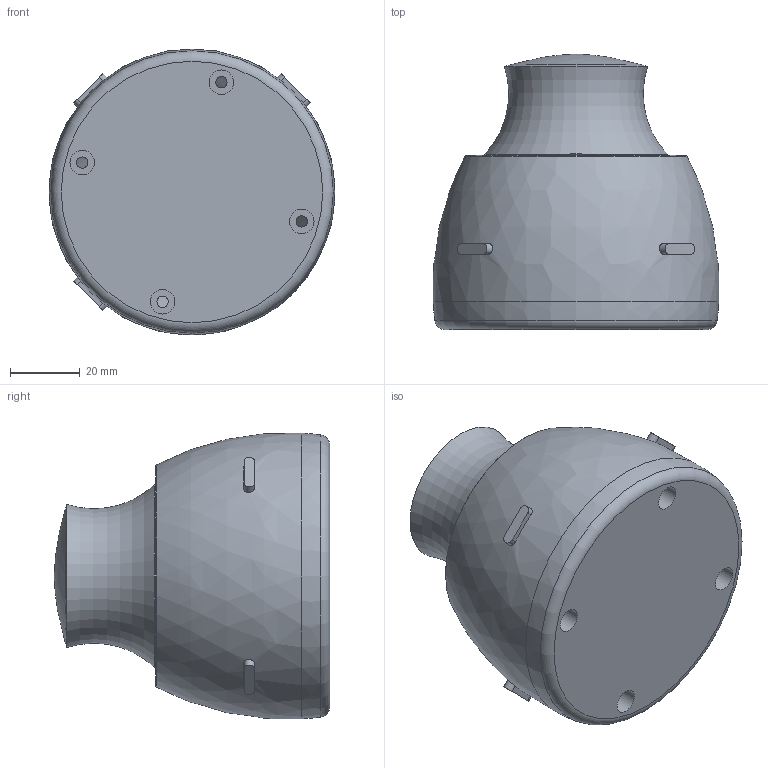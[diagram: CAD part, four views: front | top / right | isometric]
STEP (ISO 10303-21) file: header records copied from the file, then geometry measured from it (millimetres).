
FILE_DESCRIPTION(/* description */ (''),/* implementation_level */ '2;1');
FILE_NAME(/* name */ 'Hall Effect Spacemouse V2 v41.step',/* time_stamp */ '2024-07-12T11:18:05+01:00',/* author */ (''),/* organization */ (''),/* preprocessor_version */ 'ST-DEVELOPER v20',/* originating_system */ 'Autodesk Translation Framework v13.14.0.145',/* authorisation */ '');
FILE_SCHEMA (('AUTOMOTIVE_DESIGN { 1 0 10303 214 3 1 1 }'));
Length unit declared in the file: millimetre
Products named in the file (1): Hall Effect Spacemouse V2
Bounding box: 81.67 x 78.75 x 81.67 mm (x, y, z)
Volume: 80718.3 mm3; surface area: 83377.2 mm2
Topology: 13 solids, 14 shells, 562 faces, 1484 edges, 988 vertices
Faces by surface type: plane 379, cylinder 162, bspline 9, torus 6, cone 6
Full cylindrical faces by diameter (mm): 1.2 x16, 2 x2, 3.2 x18, 3.4 x4, 4.2 x3, 4.6 x10, 7 x12, 8.6 x6, 9.8 x8, 10 x1, 14.2 x1, 15 x1, 17.2 x1, 32.885 x1, 34.785 x1, 34.885 x1, 38 x2, 53 x1, 77 x1
Entity records: 19026 total; most frequent: CARTESIAN_POINT 4529, ORIENTED_EDGE 2964, DIRECTION 2939, EDGE_CURVE 1482, VERTEX_POINT 988, AXIS2_PLACEMENT_3D 987, LINE 965, VECTOR 965
